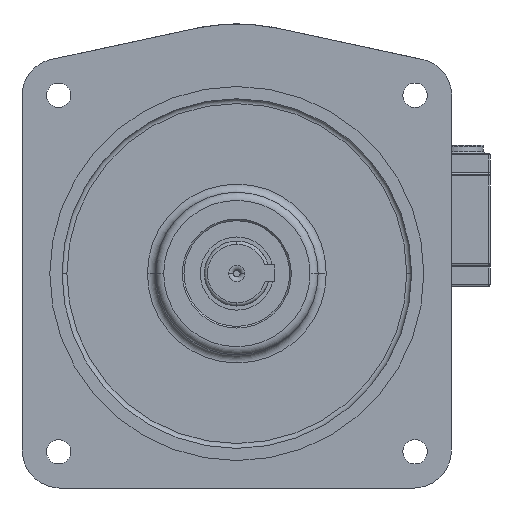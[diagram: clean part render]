
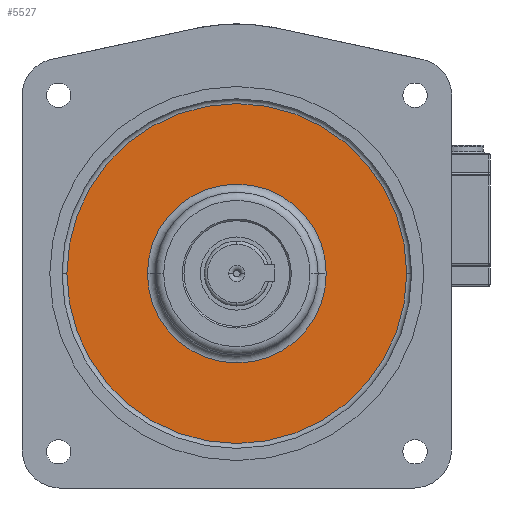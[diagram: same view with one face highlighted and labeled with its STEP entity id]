
A CAD part, left-side view. The second image highlights one B-rep face of the part: STEP entity #5527.
In plain terms, the highlighted planar face has unit normal (-1, 0, 0).
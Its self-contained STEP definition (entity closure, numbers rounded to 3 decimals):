
#1928 = AXIS2_PLACEMENT_3D ( 'NONE', #9282, #11793, #9091 ) ;
#3965 = CARTESIAN_POINT ( 'NONE',  ( 0., 0., -36.04 ) ) ;
#3988 = CARTESIAN_POINT ( 'NONE',  ( 0., 0., 0. ) ) ;
#4235 = CARTESIAN_POINT ( 'NONE',  ( 0., 55., -36.04 ) ) ;
#4675 = DIRECTION ( 'NONE',  ( 0., -1., 0. ) ) ;
#5006 = EDGE_CURVE ( 'NONE', #26953, #23341, #31955, .T. ) ;
#5527 = ADVANCED_FACE ( 'NONE', ( #36975, #33332 ), #27508, .F. ) ;
#5611 = AXIS2_PLACEMENT_3D ( 'NONE', #3965, #6883, #26932 ) ;
#6883 = DIRECTION ( 'NONE',  ( 1., 0., 0. ) ) ;
#8558 = CARTESIAN_POINT ( 'NONE',  ( 0., 0., -36.04 ) ) ;
#9047 = EDGE_CURVE ( 'NONE', #23341, #26953, #32023, .T. ) ;
#9091 = DIRECTION ( 'NONE',  ( 0., 1., 0. ) ) ;
#9282 = CARTESIAN_POINT ( 'NONE',  ( 0., 0., -36.04 ) ) ;
#11239 = CARTESIAN_POINT ( 'NONE',  ( 0., -55., -36.04 ) ) ;
#11793 = DIRECTION ( 'NONE',  ( 1., 0., 0. ) ) ;
#11983 = ORIENTED_EDGE ( 'NONE', *, *, #9047, .F. ) ;
#12879 = DIRECTION ( 'NONE',  ( 0., 1., 0. ) ) ;
#13160 = EDGE_CURVE ( 'NONE', #18058, #34086, #36386, .T. ) ;
#13549 = AXIS2_PLACEMENT_3D ( 'NONE', #31085, #31661, #4675 ) ;
#17157 = AXIS2_PLACEMENT_3D ( 'NONE', #8558, #26660, #32086 ) ;
#18058 = VERTEX_POINT ( 'NONE', #22067 ) ;
#18534 = ORIENTED_EDGE ( 'NONE', *, *, #13160, .F. ) ;
#22067 = CARTESIAN_POINT ( 'NONE',  ( 0., -104.5, -36.04 ) ) ;
#22743 = ORIENTED_EDGE ( 'NONE', *, *, #5006, .F. ) ;
#22836 = CARTESIAN_POINT ( 'NONE',  ( 0., 104.5, -36.04 ) ) ;
#23341 = VERTEX_POINT ( 'NONE', #11239 ) ;
#24129 = CIRCLE ( 'NONE', #1928, 104.5 ) ;
#26660 = DIRECTION ( 'NONE',  ( -1., 0., 0. ) ) ;
#26932 = DIRECTION ( 'NONE',  ( 0., -1., 0. ) ) ;
#26953 = VERTEX_POINT ( 'NONE', #4235 ) ;
#27508 = PLANE ( 'NONE',  #35606 ) ;
#28422 = EDGE_LOOP ( 'NONE', ( #18534, #37168 ) ) ;
#31085 = CARTESIAN_POINT ( 'NONE',  ( 0., 0., -36.04 ) ) ;
#31661 = DIRECTION ( 'NONE',  ( -1., 0., 0. ) ) ;
#31955 = CIRCLE ( 'NONE', #17157, 55. ) ;
#32023 = CIRCLE ( 'NONE', #13549, 55. ) ;
#32086 = DIRECTION ( 'NONE',  ( 0., 1., 0. ) ) ;
#33332 = FACE_OUTER_BOUND ( 'NONE', #28422, .T. ) ;
#34086 = VERTEX_POINT ( 'NONE', #22836 ) ;
#35071 = EDGE_LOOP ( 'NONE', ( #22743, #11983 ) ) ;
#35606 = AXIS2_PLACEMENT_3D ( 'NONE', #3988, #36576, #12879 ) ;
#36386 = CIRCLE ( 'NONE', #5611, 104.5 ) ;
#36576 = DIRECTION ( 'NONE',  ( 1., 0., 0. ) ) ;
#36975 = FACE_BOUND ( 'NONE', #35071, .T. ) ;
#37168 = ORIENTED_EDGE ( 'NONE', *, *, #37842, .F. ) ;
#37842 = EDGE_CURVE ( 'NONE', #34086, #18058, #24129, .T. ) ;
